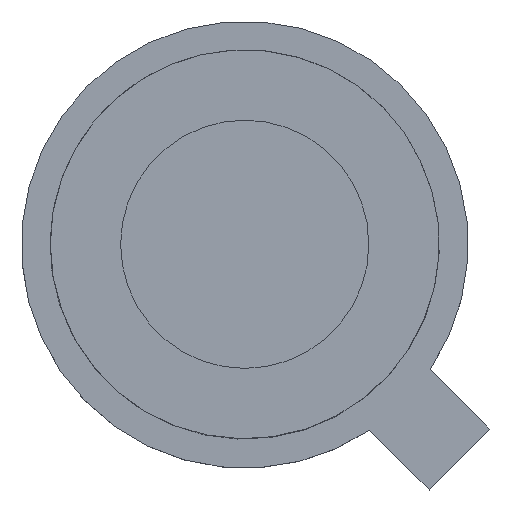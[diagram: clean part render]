
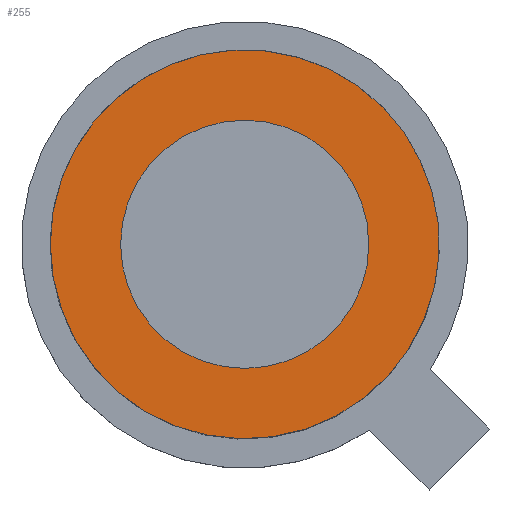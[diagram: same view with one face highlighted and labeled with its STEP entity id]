
A CAD part, top view. The second image highlights one B-rep face of the part: STEP entity #255.
In plain terms, the highlighted planar face has unit normal (0, 0, 1).
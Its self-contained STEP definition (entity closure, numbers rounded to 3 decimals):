
#32=FACE_BOUND('',#97,.T.);
#45=CIRCLE('',#304,1.5);
#48=CIRCLE('',#310,2.35);
#67=FACE_OUTER_BOUND('',#96,.T.);
#96=EDGE_LOOP('',(#216));
#97=EDGE_LOOP('',(#217));
#143=VERTEX_POINT('',#453);
#145=VERTEX_POINT('',#461);
#168=EDGE_CURVE('',#143,#143,#45,.T.);
#171=EDGE_CURVE('',#145,#145,#48,.T.);
#216=ORIENTED_EDGE('',*,*,#171,.T.);
#217=ORIENTED_EDGE('',*,*,#168,.T.);
#237=PLANE('',#309);
#255=ADVANCED_FACE('',(#67,#32),#237,.T.);
#304=AXIS2_PLACEMENT_3D('',#454,#373,#374);
#309=AXIS2_PLACEMENT_3D('',#460,#383,#384);
#310=AXIS2_PLACEMENT_3D('',#462,#385,#386);
#373=DIRECTION('center_axis',(0.,0.,-1.));
#374=DIRECTION('ref_axis',(-1.,0.,0.));
#383=DIRECTION('center_axis',(0.,0.,1.));
#384=DIRECTION('ref_axis',(1.,0.,0.));
#385=DIRECTION('center_axis',(0.,0.,1.));
#386=DIRECTION('ref_axis',(1.,0.,0.));
#453=CARTESIAN_POINT('',(1.5,0.,3.6));
#454=CARTESIAN_POINT('Origin',(0.,0.,3.6));
#460=CARTESIAN_POINT('Origin',(0.,0.,3.6));
#461=CARTESIAN_POINT('',(-2.35,0.,3.6));
#462=CARTESIAN_POINT('Origin',(0.,0.,3.6));
